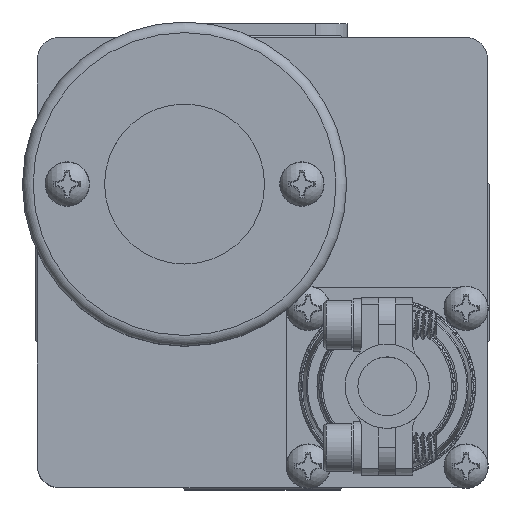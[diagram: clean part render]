
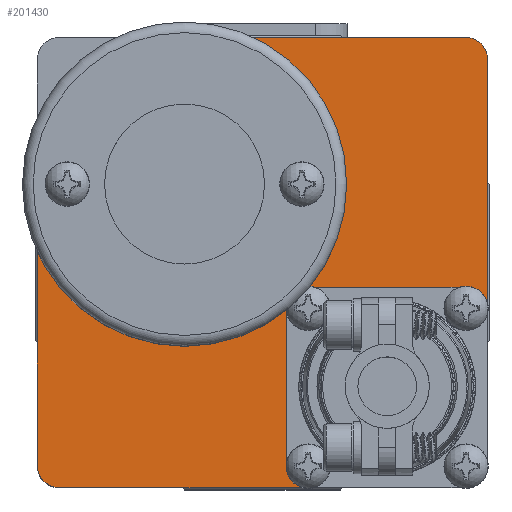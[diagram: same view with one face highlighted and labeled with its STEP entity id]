
A CAD part, top view. The second image highlights one B-rep face of the part: STEP entity #201430.
In plain terms, the highlighted planar face has unit normal (0, 0, 1).
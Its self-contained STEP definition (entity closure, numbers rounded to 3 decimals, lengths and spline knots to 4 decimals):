
#1055 = CARTESIAN_POINT ( 'NONE',  ( -1.055, -1.055, 1.045 ) ) ;
#1776 = DIRECTION ( 'NONE',  ( 0., 0., -1. ) ) ;
#2149 = CARTESIAN_POINT ( 'NONE',  ( 0.955, -0.115, 1.045 ) ) ;
#8174 = EDGE_CURVE ( 'NONE', #137541, #185440, #11158, .T. ) ;
#9269 = VECTOR ( 'NONE', #10931, 39.3701 ) ;
#10572 = ORIENTED_EDGE ( 'NONE', *, *, #112935, .T. ) ;
#10931 = DIRECTION ( 'NONE',  ( 0., -1., 0. ) ) ;
#11158 = CIRCLE ( 'NONE', #250636, 0.1 ) ;
#23853 = CARTESIAN_POINT ( 'NONE',  ( 0.215, -0.955, 1.045 ) ) ;
#25122 = VERTEX_POINT ( 'NONE', #200512 ) ;
#25793 = VERTEX_POINT ( 'NONE', #231354 ) ;
#27519 = LINE ( 'NONE', #237218, #28251 ) ;
#28251 = VECTOR ( 'NONE', #91362, 39.3701 ) ;
#29100 = CARTESIAN_POINT ( 'NONE',  ( -1.055, 0.365, 1.045 ) ) ;
#33089 = ORIENTED_EDGE ( 'NONE', *, *, #130034, .T. ) ;
#35910 = ORIENTED_EDGE ( 'NONE', *, *, #47648, .T. ) ;
#37621 = CARTESIAN_POINT ( 'NONE',  ( 0.215, -1.055, 1.045 ) ) ;
#41630 = EDGE_LOOP ( 'NONE', ( #33089, #117770, #114664, #172359, #100848, #224179, #203132, #255689, #10572, #102044, #80764, #35910 ) ) ;
#47648 = EDGE_CURVE ( 'NONE', #259840, #79452, #230962, .T. ) ;
#48928 = LINE ( 'NONE', #179334, #165562 ) ;
#52293 = CARTESIAN_POINT ( 'NONE',  ( -0.365, 0.365, 1.045 ) ) ;
#55248 = VECTOR ( 'NONE', #155164, 39.3701 ) ;
#56106 = CARTESIAN_POINT ( 'NONE',  ( 1.055, -0.215, 1.045 ) ) ;
#56829 = FACE_OUTER_BOUND ( 'NONE', #41630, .T. ) ;
#57665 = VERTEX_POINT ( 'NONE', #37621 ) ;
#58521 = EDGE_CURVE ( 'NONE', #25122, #152853, #48928, .T. ) ;
#60193 = AXIS2_PLACEMENT_3D ( 'NONE', #23853, #244631, #112687 ) ;
#63764 = VERTEX_POINT ( 'NONE', #2149 ) ;
#64169 = CARTESIAN_POINT ( 'NONE',  ( 1.055, -1.055, 1.045 ) ) ;
#69668 = CIRCLE ( 'NONE', #233839, 0.69 ) ;
#70749 = VECTOR ( 'NONE', #91253, 39.3701 ) ;
#79452 = VERTEX_POINT ( 'NONE', #263092 ) ;
#79571 = VECTOR ( 'NONE', #89093, 39.3701 ) ;
#80764 = ORIENTED_EDGE ( 'NONE', *, *, #199880, .T. ) ;
#82615 = CARTESIAN_POINT ( 'NONE',  ( 0.955, 1.055, 1.045 ) ) ;
#89093 = DIRECTION ( 'NONE',  ( 0., 1., 0. ) ) ;
#89126 = AXIS2_PLACEMENT_3D ( 'NONE', #141433, #226207, #101163 ) ;
#91253 = DIRECTION ( 'NONE',  ( 1., 0., 0. ) ) ;
#91362 = DIRECTION ( 'NONE',  ( -1., 0., 0. ) ) ;
#92029 = EDGE_CURVE ( 'NONE', #197871, #137541, #125250, .T. ) ;
#94314 = CARTESIAN_POINT ( 'NONE',  ( 0.215, -0.215, 1.045 ) ) ;
#95654 = CARTESIAN_POINT ( 'NONE',  ( -1.055, -1.055, 1.045 ) ) ;
#100848 = ORIENTED_EDGE ( 'NONE', *, *, #109203, .F. ) ;
#101163 = DIRECTION ( 'NONE',  ( -1., 0., 0. ) ) ;
#102044 = ORIENTED_EDGE ( 'NONE', *, *, #157932, .F. ) ;
#109203 = EDGE_CURVE ( 'NONE', #63764, #182673, #242734, .T. ) ;
#112687 = DIRECTION ( 'NONE',  ( -1., 0., 0. ) ) ;
#112935 = EDGE_CURVE ( 'NONE', #185440, #25793, #27519, .T. ) ;
#114664 = ORIENTED_EDGE ( 'NONE', *, *, #58521, .F. ) ;
#117770 = ORIENTED_EDGE ( 'NONE', *, *, #223645, .T. ) ;
#118734 = DIRECTION ( 'NONE',  ( -1., 0., 0. ) ) ;
#125250 = LINE ( 'NONE', #64169, #79571 ) ;
#128192 = DIRECTION ( 'NONE',  ( -1., 0., 0. ) ) ;
#130034 = EDGE_CURVE ( 'NONE', #79452, #57665, #216232, .T. ) ;
#135527 = DIRECTION ( 'NONE',  ( 1., 0., 0. ) ) ;
#137252 = LINE ( 'NONE', #95654, #9269 ) ;
#137541 = VERTEX_POINT ( 'NONE', #271398 ) ;
#141433 = CARTESIAN_POINT ( 'NONE',  ( 0., 0., 1.045 ) ) ;
#152853 = VERTEX_POINT ( 'NONE', #258390 ) ;
#155164 = DIRECTION ( 'NONE',  ( -1., 0., 0. ) ) ;
#156317 = CIRCLE ( 'NONE', #213980, 0.1 ) ;
#157932 = EDGE_CURVE ( 'NONE', #236216, #25793, #69668, .T. ) ;
#158964 = DIRECTION ( 'NONE',  ( 0., 0., 1. ) ) ;
#163798 = AXIS2_PLACEMENT_3D ( 'NONE', #94314, #178949, #242944 ) ;
#165562 = VECTOR ( 'NONE', #258665, 39.3701 ) ;
#172359 = ORIENTED_EDGE ( 'NONE', *, *, #193918, .T. ) ;
#178949 = DIRECTION ( 'NONE',  ( 0., 0., -1. ) ) ;
#179334 = CARTESIAN_POINT ( 'NONE',  ( 0.115, -1.055, 1.045 ) ) ;
#182673 = VERTEX_POINT ( 'NONE', #244511 ) ;
#185440 = VERTEX_POINT ( 'NONE', #82615 ) ;
#186664 = CARTESIAN_POINT ( 'NONE',  ( 0.955, 0.955, 1.045 ) ) ;
#189379 = DIRECTION ( 'NONE',  ( 0., 0., 1. ) ) ;
#193918 = EDGE_CURVE ( 'NONE', #25122, #182673, #230057, .T. ) ;
#197515 = CIRCLE ( 'NONE', #60193, 0.1 ) ;
#197685 = CARTESIAN_POINT ( 'NONE',  ( -1.055, -0.955, 1.045 ) ) ;
#197871 = VERTEX_POINT ( 'NONE', #56106 ) ;
#199880 = EDGE_CURVE ( 'NONE', #236216, #259840, #137252, .T. ) ;
#200512 = CARTESIAN_POINT ( 'NONE',  ( 0.115, -0.215, 1.045 ) ) ;
#201430 = ADVANCED_FACE ( 'NONE', ( #56829 ), #272015, .F. ) ;
#203132 = ORIENTED_EDGE ( 'NONE', *, *, #92029, .T. ) ;
#207352 = EDGE_CURVE ( 'NONE', #63764, #197871, #156317, .T. ) ;
#213980 = AXIS2_PLACEMENT_3D ( 'NONE', #258719, #1776, #232403 ) ;
#216232 = LINE ( 'NONE', #1055, #70749 ) ;
#223645 = EDGE_CURVE ( 'NONE', #57665, #152853, #197515, .T. ) ;
#224179 = ORIENTED_EDGE ( 'NONE', *, *, #207352, .T. ) ;
#224261 = CARTESIAN_POINT ( 'NONE',  ( -0.955, -0.955, 1.045 ) ) ;
#226207 = DIRECTION ( 'NONE',  ( 0., 0., -1. ) ) ;
#230057 = CIRCLE ( 'NONE', #163798, 0.1 ) ;
#230962 = CIRCLE ( 'NONE', #257749, 0.1 ) ;
#231354 = CARTESIAN_POINT ( 'NONE',  ( -0.365, 1.055, 1.045 ) ) ;
#232403 = DIRECTION ( 'NONE',  ( -1., 0., 0. ) ) ;
#233839 = AXIS2_PLACEMENT_3D ( 'NONE', #52293, #259266, #135527 ) ;
#236216 = VERTEX_POINT ( 'NONE', #29100 ) ;
#237218 = CARTESIAN_POINT ( 'NONE',  ( -1.055, 1.055, 1.045 ) ) ;
#242734 = LINE ( 'NONE', #260828, #55248 ) ;
#242944 = DIRECTION ( 'NONE',  ( -1., 0., 0. ) ) ;
#244511 = CARTESIAN_POINT ( 'NONE',  ( 0.215, -0.115, 1.045 ) ) ;
#244631 = DIRECTION ( 'NONE',  ( 0., 0., -1. ) ) ;
#250636 = AXIS2_PLACEMENT_3D ( 'NONE', #186664, #189379, #128192 ) ;
#255689 = ORIENTED_EDGE ( 'NONE', *, *, #8174, .T. ) ;
#257749 = AXIS2_PLACEMENT_3D ( 'NONE', #224261, #158964, #118734 ) ;
#258390 = CARTESIAN_POINT ( 'NONE',  ( 0.115, -0.955, 1.045 ) ) ;
#258665 = DIRECTION ( 'NONE',  ( 0., -1., 0. ) ) ;
#258719 = CARTESIAN_POINT ( 'NONE',  ( 0.955, -0.215, 1.045 ) ) ;
#259266 = DIRECTION ( 'NONE',  ( 0., 0., 1. ) ) ;
#259840 = VERTEX_POINT ( 'NONE', #197685 ) ;
#260828 = CARTESIAN_POINT ( 'NONE',  ( 0.115, -0.115, 1.045 ) ) ;
#263092 = CARTESIAN_POINT ( 'NONE',  ( -0.955, -1.055, 1.045 ) ) ;
#271398 = CARTESIAN_POINT ( 'NONE',  ( 1.055, 0.955, 1.045 ) ) ;
#272015 = PLANE ( 'NONE',  #89126 ) ;
